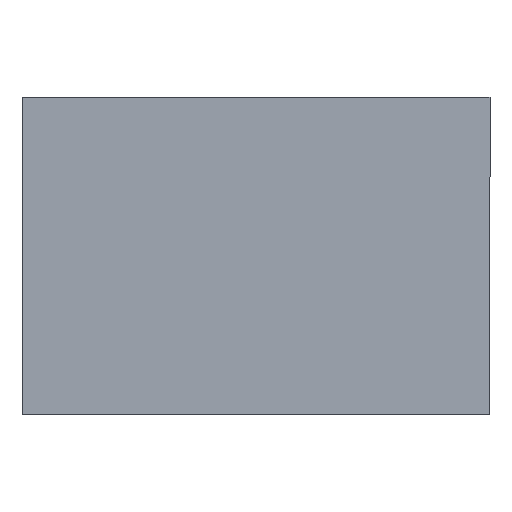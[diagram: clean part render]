
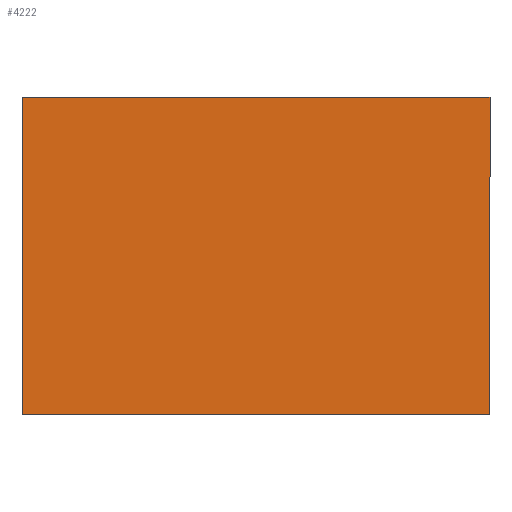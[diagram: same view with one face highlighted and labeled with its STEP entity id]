
A CAD part, front view. The second image highlights one B-rep face of the part: STEP entity #4222.
In plain terms, the highlighted planar face has unit normal (0, -1, 0).
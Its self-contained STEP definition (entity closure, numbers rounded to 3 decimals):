
#107 = VERTEX_POINT ( 'NONE', #5053 ) ;
#108 = DIRECTION ( 'NONE',  ( -1., 0., 0. ) ) ;
#162 = DIRECTION ( 'NONE',  ( 0., 1., 0. ) ) ;
#442 = VECTOR ( 'NONE', #1410, 1000. ) ;
#540 = VECTOR ( 'NONE', #3902, 1000. ) ;
#564 = CARTESIAN_POINT ( 'NONE',  ( 0., 0., 0. ) ) ;
#772 = ORIENTED_EDGE ( 'NONE', *, *, #2313, .F. ) ;
#1126 = CARTESIAN_POINT ( 'NONE',  ( -1.55, 0., 1.05 ) ) ;
#1404 = AXIS2_PLACEMENT_3D ( 'NONE', #564, #162, #3414 ) ;
#1410 = DIRECTION ( 'NONE',  ( 0., 0., 1. ) ) ;
#1762 = CARTESIAN_POINT ( 'NONE',  ( -1.55, 0., -1.05 ) ) ;
#2204 = FACE_OUTER_BOUND ( 'NONE', #2454, .T. ) ;
#2279 = EDGE_CURVE ( 'NONE', #3278, #107, #3623, .T. ) ;
#2313 = EDGE_CURVE ( 'NONE', #4957, #3278, #3190, .T. ) ;
#2454 = EDGE_LOOP ( 'NONE', ( #772, #4182, #2737, #4495 ) ) ;
#2582 = CARTESIAN_POINT ( 'NONE',  ( 1.55, 0., -1.05 ) ) ;
#2617 = PLANE ( 'NONE',  #1404 ) ;
#2737 = ORIENTED_EDGE ( 'NONE', *, *, #3543, .F. ) ;
#2965 = DIRECTION ( 'NONE',  ( 0., 0., -1. ) ) ;
#3033 = VERTEX_POINT ( 'NONE', #1126 ) ;
#3190 = LINE ( 'NONE', #2582, #4699 ) ;
#3219 = CARTESIAN_POINT ( 'NONE',  ( 1.55, 0., -1.05 ) ) ;
#3278 = VERTEX_POINT ( 'NONE', #3219 ) ;
#3414 = DIRECTION ( 'NONE',  ( 0., 0., 1. ) ) ;
#3543 = EDGE_CURVE ( 'NONE', #107, #3033, #4208, .T. ) ;
#3623 = LINE ( 'NONE', #1762, #4006 ) ;
#3902 = DIRECTION ( 'NONE',  ( 1., 0., 0. ) ) ;
#4006 = VECTOR ( 'NONE', #108, 1000. ) ;
#4182 = ORIENTED_EDGE ( 'NONE', *, *, #4439, .F. ) ;
#4208 = LINE ( 'NONE', #5077, #442 ) ;
#4222 = ADVANCED_FACE ( 'NONE', ( #2204 ), #2617, .F. ) ;
#4309 = CARTESIAN_POINT ( 'NONE',  ( -1.55, 0., 1.05 ) ) ;
#4439 = EDGE_CURVE ( 'NONE', #3033, #4957, #4622, .T. ) ;
#4495 = ORIENTED_EDGE ( 'NONE', *, *, #2279, .F. ) ;
#4622 = LINE ( 'NONE', #4309, #540 ) ;
#4699 = VECTOR ( 'NONE', #2965, 1000. ) ;
#4957 = VERTEX_POINT ( 'NONE', #5176 ) ;
#5053 = CARTESIAN_POINT ( 'NONE',  ( -1.55, 0., -1.05 ) ) ;
#5077 = CARTESIAN_POINT ( 'NONE',  ( -1.55, 0., -1.05 ) ) ;
#5176 = CARTESIAN_POINT ( 'NONE',  ( 1.55, 0., 1.05 ) ) ;
